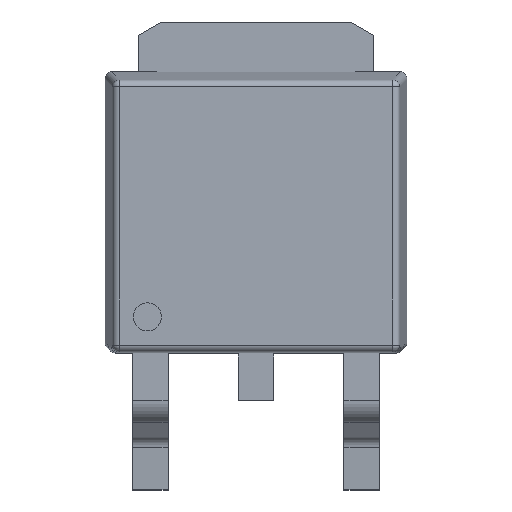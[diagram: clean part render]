
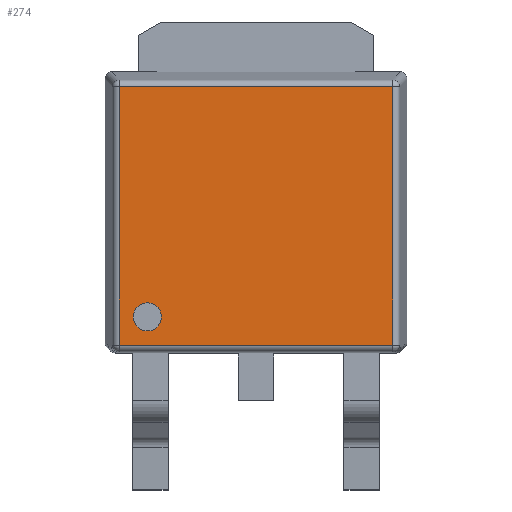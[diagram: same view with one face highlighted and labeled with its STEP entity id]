
A CAD part, top view. The second image highlights one B-rep face of the part: STEP entity #274.
In plain terms, the highlighted planar face has unit normal (0, 0, 1).
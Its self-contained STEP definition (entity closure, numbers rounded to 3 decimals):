
#23 = AXIS2_PLACEMENT_3D ( 'NONE', #2160, #3230, #825 ) ;
#179 = DIRECTION ( 'NONE',  ( -1., 0., 0. ) ) ;
#196 = DIRECTION ( 'NONE',  ( 0., 0., 1. ) ) ;
#242 = FACE_BOUND ( 'NONE', #2463, .T. ) ;
#274 = ADVANCED_FACE ( 'NONE', ( #242, #1072 ), #3254, .T. ) ;
#371 = ORIENTED_EDGE ( 'NONE', *, *, #731, .T. ) ;
#372 = CARTESIAN_POINT ( 'NONE',  ( -2.963, -2.875, 1.195 ) ) ;
#560 = DIRECTION ( 'NONE',  ( 0., -1., 0. ) ) ;
#564 = AXIS2_PLACEMENT_3D ( 'NONE', #3449, #196, #1288 ) ;
#672 = LINE ( 'NONE', #2581, #1243 ) ;
#702 = DIRECTION ( 'NONE',  ( 0., 1., 0. ) ) ;
#731 = EDGE_CURVE ( 'NONE', #1463, #2351, #672, .T. ) ;
#767 = CARTESIAN_POINT ( 'NONE',  ( -2.048, -2.266, 1.195 ) ) ;
#825 = DIRECTION ( 'NONE',  ( 1., 0., 0. ) ) ;
#833 = CARTESIAN_POINT ( 'NONE',  ( 0., 0., 1.195 ) ) ;
#846 = VERTEX_POINT ( 'NONE', #767 ) ;
#960 = ORIENTED_EDGE ( 'NONE', *, *, #2159, .F. ) ;
#993 = VECTOR ( 'NONE', #1290, 1000. ) ;
#1065 = ORIENTED_EDGE ( 'NONE', *, *, #2579, .T. ) ;
#1072 = FACE_OUTER_BOUND ( 'NONE', #2770, .T. ) ;
#1098 = LINE ( 'NONE', #2169, #3084 ) ;
#1135 = VERTEX_POINT ( 'NONE', #2224 ) ;
#1243 = VECTOR ( 'NONE', #179, 1000. ) ;
#1250 = CARTESIAN_POINT ( 'NONE',  ( -2.963, 2.717, 1.195 ) ) ;
#1273 = LINE ( 'NONE', #2350, #993 ) ;
#1288 = DIRECTION ( 'NONE',  ( 1., 0., 0. ) ) ;
#1290 = DIRECTION ( 'NONE',  ( 1., 0., 0. ) ) ;
#1353 = AXIS2_PLACEMENT_3D ( 'NONE', #833, #3219, #1855 ) ;
#1391 = CIRCLE ( 'NONE', #23, 0.305 ) ;
#1463 = VERTEX_POINT ( 'NONE', #3304 ) ;
#1574 = EDGE_CURVE ( 'NONE', #1135, #1463, #3074, .T. ) ;
#1606 = CARTESIAN_POINT ( 'NONE',  ( -2.658, -2.266, 1.195 ) ) ;
#1855 = DIRECTION ( 'NONE',  ( 1., 0., 0. ) ) ;
#2159 = EDGE_CURVE ( 'NONE', #846, #3015, #2680, .T. ) ;
#2160 = CARTESIAN_POINT ( 'NONE',  ( -2.353, -2.266, 1.195 ) ) ;
#2169 = CARTESIAN_POINT ( 'NONE',  ( -2.963, -3.01, 1.195 ) ) ;
#2224 = CARTESIAN_POINT ( 'NONE',  ( 2.963, -2.875, 1.195 ) ) ;
#2274 = ORIENTED_EDGE ( 'NONE', *, *, #3247, .F. ) ;
#2350 = CARTESIAN_POINT ( 'NONE',  ( 3.098, -2.875, 1.195 ) ) ;
#2351 = VERTEX_POINT ( 'NONE', #1250 ) ;
#2463 = EDGE_LOOP ( 'NONE', ( #960, #2274 ) ) ;
#2579 = EDGE_CURVE ( 'NONE', #2351, #2868, #1098, .T. ) ;
#2581 = CARTESIAN_POINT ( 'NONE',  ( -3.098, 2.717, 1.195 ) ) ;
#2594 = CARTESIAN_POINT ( 'NONE',  ( 2.963, 2.852, 1.195 ) ) ;
#2680 = CIRCLE ( 'NONE', #564, 0.305 ) ;
#2770 = EDGE_LOOP ( 'NONE', ( #1065, #3403, #2859, #371 ) ) ;
#2859 = ORIENTED_EDGE ( 'NONE', *, *, #1574, .T. ) ;
#2868 = VERTEX_POINT ( 'NONE', #372 ) ;
#3015 = VERTEX_POINT ( 'NONE', #1606 ) ;
#3074 = LINE ( 'NONE', #2594, #3207 ) ;
#3084 = VECTOR ( 'NONE', #560, 1000. ) ;
#3130 = EDGE_CURVE ( 'NONE', #2868, #1135, #1273, .T. ) ;
#3207 = VECTOR ( 'NONE', #702, 1000. ) ;
#3219 = DIRECTION ( 'NONE',  ( 0., 0., 1. ) ) ;
#3230 = DIRECTION ( 'NONE',  ( 0., 0., 1. ) ) ;
#3247 = EDGE_CURVE ( 'NONE', #3015, #846, #1391, .T. ) ;
#3254 = PLANE ( 'NONE',  #1353 ) ;
#3304 = CARTESIAN_POINT ( 'NONE',  ( 2.963, 2.717, 1.195 ) ) ;
#3403 = ORIENTED_EDGE ( 'NONE', *, *, #3130, .T. ) ;
#3449 = CARTESIAN_POINT ( 'NONE',  ( -2.353, -2.266, 1.195 ) ) ;
